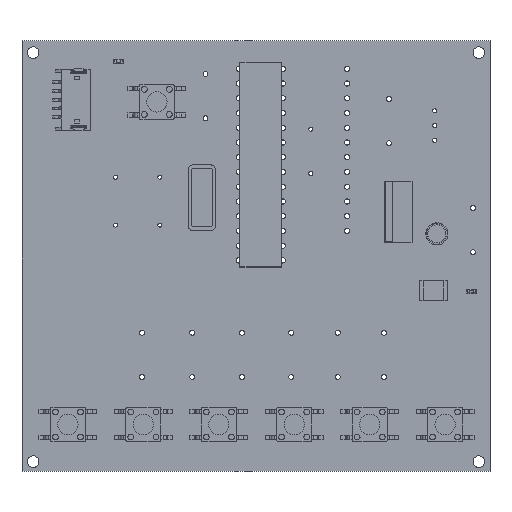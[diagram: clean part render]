
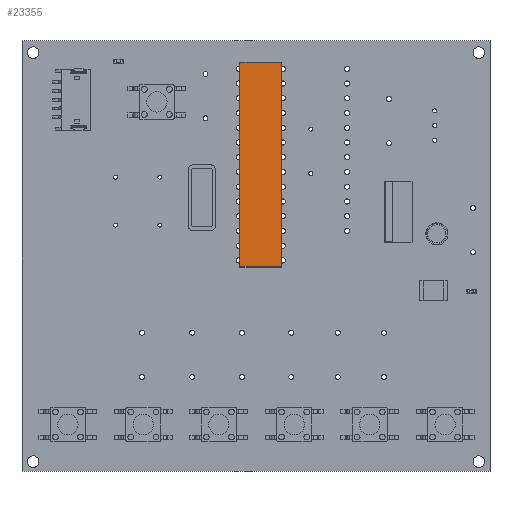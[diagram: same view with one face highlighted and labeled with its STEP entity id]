
A CAD part, top view. The second image highlights one B-rep face of the part: STEP entity #23355.
In plain terms, the highlighted planar face has unit normal (0, 0, 1).
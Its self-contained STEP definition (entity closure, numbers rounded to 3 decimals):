
#23226 = VERTEX_POINT('',#23227);
#23227 = CARTESIAN_POINT('',(91.904,72.139,4.58));
#23233 = EDGE_CURVE('',#23226,#23234,#23236,.T.);
#23234 = VERTEX_POINT('',#23235);
#23235 = CARTESIAN_POINT('',(99.104,72.139,4.58));
#23236 = LINE('',#23237,#23238);
#23237 = CARTESIAN_POINT('',(91.904,72.139,4.58));
#23238 = VECTOR('',#23239,1.);
#23239 = DIRECTION('',(1.,0.,0.));
#23264 = EDGE_CURVE('',#23234,#23265,#23267,.T.);
#23265 = VERTEX_POINT('',#23266);
#23266 = CARTESIAN_POINT('',(99.104,107.439,4.58));
#23267 = LINE('',#23268,#23269);
#23268 = CARTESIAN_POINT('',(99.104,72.139,4.58));
#23269 = VECTOR('',#23270,1.);
#23270 = DIRECTION('',(0.,1.,0.));
#23295 = EDGE_CURVE('',#23265,#23296,#23298,.T.);
#23296 = VERTEX_POINT('',#23297);
#23297 = CARTESIAN_POINT('',(91.904,107.439,4.58));
#23298 = LINE('',#23299,#23300);
#23299 = CARTESIAN_POINT('',(99.104,107.439,4.58));
#23300 = VECTOR('',#23301,1.);
#23301 = DIRECTION('',(-1.,0.,0.));
#23326 = EDGE_CURVE('',#23296,#23226,#23327,.T.);
#23327 = LINE('',#23328,#23329);
#23328 = CARTESIAN_POINT('',(91.904,107.439,4.58));
#23329 = VECTOR('',#23330,1.);
#23330 = DIRECTION('',(0.,-1.,0.));
#23355 = ADVANCED_FACE('',(#23356),#23362,.F.);
#23356 = FACE_BOUND('',#23357,.T.);
#23357 = EDGE_LOOP('',(#23358,#23359,#23360,#23361));
#23358 = ORIENTED_EDGE('',*,*,#23233,.T.);
#23359 = ORIENTED_EDGE('',*,*,#23264,.T.);
#23360 = ORIENTED_EDGE('',*,*,#23295,.T.);
#23361 = ORIENTED_EDGE('',*,*,#23326,.T.);
#23362 = PLANE('',#23363);
#23363 = AXIS2_PLACEMENT_3D('',#23364,#23365,#23366);
#23364 = CARTESIAN_POINT('',(91.904,72.139,4.58));
#23365 = DIRECTION('',(0.,0.,-1.));
#23366 = DIRECTION('',(-1.,0.,0.));
